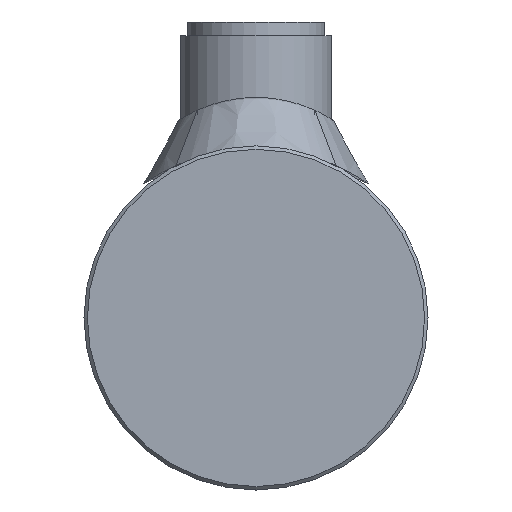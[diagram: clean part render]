
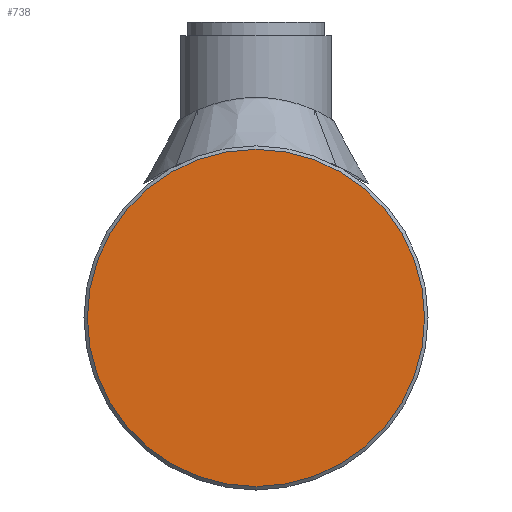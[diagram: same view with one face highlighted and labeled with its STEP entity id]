
A CAD part, left-side view. The second image highlights one B-rep face of the part: STEP entity #738.
In plain terms, the highlighted planar face has unit normal (-1, 0, 0).
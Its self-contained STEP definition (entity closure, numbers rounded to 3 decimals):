
#738 = ADVANCED_FACE( '', ( #1411 ), #1412, .T. );
#1411 = FACE_OUTER_BOUND( '', #3284, .T. );
#1412 = PLANE( '', #3285 );
#3284 = EDGE_LOOP( '', ( #5244 ) );
#3285 = AXIS2_PLACEMENT_3D( '', #5245, #5246, #5247 );
#5244 = ORIENTED_EDGE( '', *, *, #5858, .T. );
#5245 = CARTESIAN_POINT( '', ( -10., 0., 0. ) );
#5246 = DIRECTION( '', ( -1., 0., 0. ) );
#5247 = DIRECTION( '', ( 0., -1., 0. ) );
#5858 = EDGE_CURVE( '', #6480, #6480, #6481, .T. );
#6480 = VERTEX_POINT( '', #7866 );
#6481 = CIRCLE( '', #7867, 24.5 );
#7866 = CARTESIAN_POINT( '', ( -10., -24.5, 0. ) );
#7867 = AXIS2_PLACEMENT_3D( '', #8457, #8458, #8459 );
#8457 = CARTESIAN_POINT( '', ( -10., 0., 0. ) );
#8458 = DIRECTION( '', ( -1., 0., 0. ) );
#8459 = DIRECTION( '', ( 0., -1., 0. ) );
